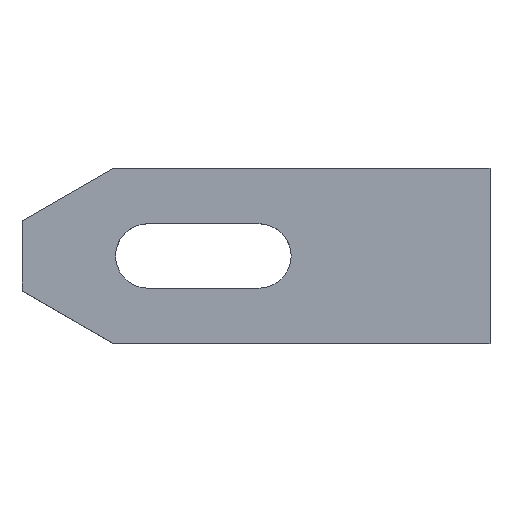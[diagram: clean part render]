
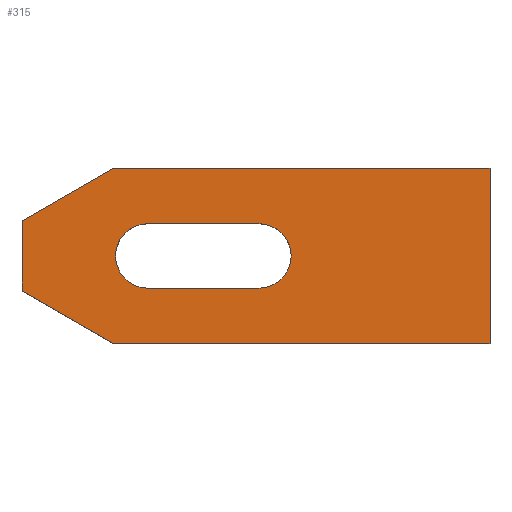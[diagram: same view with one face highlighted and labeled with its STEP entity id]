
A CAD part, top view. The second image highlights one B-rep face of the part: STEP entity #315.
In plain terms, the highlighted planar face has unit normal (0, 0, 1).
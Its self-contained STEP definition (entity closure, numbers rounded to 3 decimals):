
#1=CARTESIAN_POINT('POINT1',(138.5,-15.,27.));
#2=VERTEX_POINT('VERTEX1',#1);
#3=CARTESIAN_POINT('POINT2',(74.088,-15.,27.));
#4=VERTEX_POINT('VERTEX2',#3);
#5=CARTESIAN_POINT('POS1',(138.5,-15.,27.));
#6=DIRECTION('DIR1',(-1.,0.,0.));
#7=VECTOR('VEC1',#6,1.);
#8=LINE('STRAIGHT1',#5,#7);
#9=EDGE_CURVE('EDGE1',#2,#4,#8,.T.);
#41=CARTESIAN_POINT('POINT5',(138.5,15.,27.));
#42=VERTEX_POINT('VERTEX5',#41);
#43=CARTESIAN_POINT('POS6',(138.5,15.,27.));
#44=DIRECTION('DIR7',(0.,-1.,0.));
#45=VECTOR('VEC5',#44,1.);
#46=LINE('STRAIGHT5',#43,#45);
#47=EDGE_CURVE('EDGE5',#42,#2,#46,.T.);
#72=CARTESIAN_POINT('POINT7',(74.088,15.,
   27.));
#73=VERTEX_POINT('VERTEX7',#72);
#74=CARTESIAN_POINT('POS10',(74.088,15.,27.));
#75=DIRECTION('DIR12',(1.,0.,0.));
#76=VECTOR('VEC8',#75,1.);
#77=LINE('STRAIGHT8',#74,#76);
#78=EDGE_CURVE('EDGE8',#73,#42,#77,.T.);
#103=CARTESIAN_POINT('POINT9',(58.5,6.,27.)
   );
#104=VERTEX_POINT('VERTEX9',#103);
#105=CARTESIAN_POINT('POS14',(58.5,6.,27.))
   ;
#106=DIRECTION('DIR17',(0.866,0.5,
   0.));
#107=VECTOR('VEC11',#106,1.);
#108=LINE('STRAIGHT11',#105,#107);
#109=EDGE_CURVE('EDGE11',#104,#73,#108,.T.);
#134=CARTESIAN_POINT('POINT11',(58.5,-6.,
   27.));
#135=VERTEX_POINT('VERTEX11',#134);
#136=CARTESIAN_POINT('POS18',(58.5,-6.,27.)
   );
#137=DIRECTION('DIR22',(0.,1.,0.));
#138=VECTOR('VEC14',#137,1.);
#139=LINE('STRAIGHT14',#136,#138);
#140=EDGE_CURVE('EDGE14',#135,#104,#139,.T.);
#165=CARTESIAN_POINT('POS22',(74.088,-15.,27.));
#166=DIRECTION('DIR27',(-0.866,0.5,
   0.));
#167=VECTOR('VEC17',#166,1.);
#168=LINE('STRAIGHT17',#165,#167);
#169=EDGE_CURVE('EDGE17',#4,#135,#168,.T.);
#187=CARTESIAN_POINT('POINT13',(104.5,0.,
   27.));
#188=VERTEX_POINT('VERTEX13',#187);
#197=CARTESIAN_POINT('POINT15',(99.,5.5,27.)
   );
#198=VERTEX_POINT('VERTEX15',#197);
#199=CARTESIAN_POINT('POS26',(99.,0.,27.))
   ;
#200=DIRECTION('DIR32',(0.,0.,-1.));
#201=DIRECTION('DIR33',(1.,0.,0.));
#202=AXIS2_PLACEMENT_3D('AXIS7',#199,#200,#201);
#203=CIRCLE('ELLIPSE1',#202,5.5);
#204=EDGE_CURVE('EDGE20',#198,#188,#203,.T.);
#234=CARTESIAN_POINT('POINT18',(99.,-5.5,27.
   ));
#235=VERTEX_POINT('VERTEX18',#234);
#242=EDGE_CURVE('EDGE25',#188,#235,#203,.T.);
#247=CARTESIAN_POINT('POINT19',(80.,-5.5,27.
   ));
#248=VERTEX_POINT('VERTEX19',#247);
#249=CARTESIAN_POINT('POS31',(94.681,
   -5.5,27.));
#250=DIRECTION('DIR40',(-1.,0.,
   0.));
#251=VECTOR('VEC22',#250,1.);
#252=LINE('STRAIGHT22',#249,#251);
#253=EDGE_CURVE('EDGE26',#235,#248,#252,.T.);
#278=CARTESIAN_POINT('POINT21',(80.,5.5,27.)
   );
#279=VERTEX_POINT('VERTEX21',#278);
#280=CARTESIAN_POINT('POS35',(85.181,5.5
   ,27.));
#281=DIRECTION('DIR45',(1.,0.,
   0.));
#282=VECTOR('VEC25',#281,1.);
#283=LINE('STRAIGHT25',#280,#282);
#284=EDGE_CURVE('EDGE29',#279,#198,#283,.T.);
#285=ORIENTED_EDGE('COEDGE37',*,*,#284,.T.);
#286=ORIENTED_EDGE('COEDGE38',*,*,#204,.T.);
#287=ORIENTED_EDGE('COEDGE39',*,*,#242,.T.);
#288=ORIENTED_EDGE('COEDGE40',*,*,#253,.T.);
#289=CARTESIAN_POINT('POINT22',(74.5,0.,
   27.));
#290=VERTEX_POINT('VERTEX22',#289);
#291=CARTESIAN_POINT('POS36',(80.,0.,27.))
   ;
#292=DIRECTION('DIR46',(0.,0.,-1.));
#293=DIRECTION('DIR47',(1.,0.,0.));
#294=AXIS2_PLACEMENT_3D('AXIS11',#291,#292,#293);
#295=CIRCLE('ELLIPSE3',#294,5.5);
#296=EDGE_CURVE('EDGE30',#248,#290,#295,.T.);
#297=ORIENTED_EDGE('COEDGE41',*,*,#296,.T.);
#298=EDGE_CURVE('EDGE31',#290,#279,#295,.T.);
#299=ORIENTED_EDGE('COEDGE42',*,*,#298,.T.);
#300=EDGE_LOOP('NONE',(#285,#286,#287,#288,#297,#299));
#301=FACE_BOUND('LOOP1',#300,.T.);
#302=ORIENTED_EDGE('COEDGE43',*,*,#140,.F.);
#303=ORIENTED_EDGE('COEDGE44',*,*,#169,.F.);
#304=ORIENTED_EDGE('COEDGE45',*,*,#9,.F.);
#305=ORIENTED_EDGE('COEDGE46',*,*,#47,.F.);
#306=ORIENTED_EDGE('COEDGE47',*,*,#78,.F.);
#307=ORIENTED_EDGE('COEDGE48',*,*,#109,.F.);
#308=EDGE_LOOP('NONE',(#302,#303,#304,#305,#306,#307));
#309=FACE_BOUND('LOOP1',#308,.T.);
#310=CARTESIAN_POINT('POS37',(90.363,
   0.,27.));
#311=DIRECTION('DIR48',(0.,0.,
   1.));
#312=DIRECTION('DIR49',(1.,0.,
   0.));
#313=AXIS2_PLACEMENT_3D('AXIS12',#310,#311,#312);
#314=PLANE('PLANE8',#313);
#315=ADVANCED_FACE('FACE10',(#301,#309),#314,.T.);
